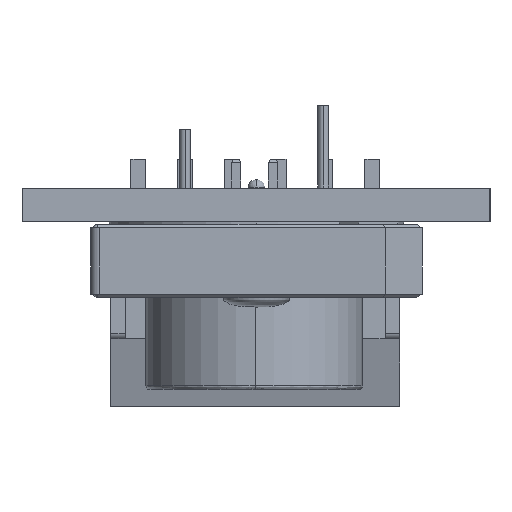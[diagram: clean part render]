
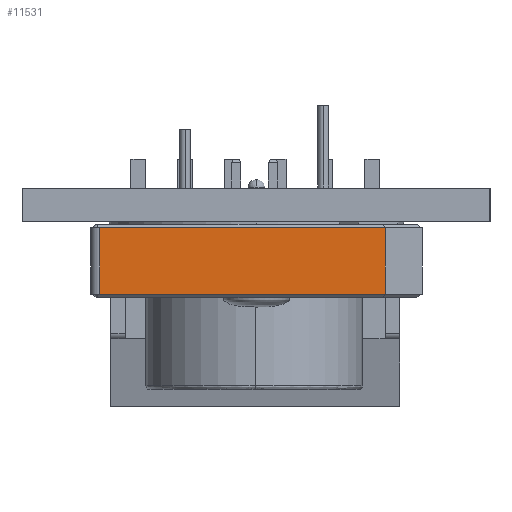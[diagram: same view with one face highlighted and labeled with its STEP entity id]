
A CAD part, left-side view. The second image highlights one B-rep face of the part: STEP entity #11531.
In plain terms, the highlighted face is planar.
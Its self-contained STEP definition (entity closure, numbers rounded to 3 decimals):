
#700 = CARTESIAN_POINT ( 'NONE',  ( 9., 3.8, -10.8 ) ) ;
#2125 = VECTOR ( 'NONE', #11414, 1000. ) ;
#3378 = CARTESIAN_POINT ( 'NONE',  ( -8.5, 3.8, -10.8 ) ) ;
#4494 = EDGE_LOOP ( 'NONE', ( #8129, #21872, #6371, #16863 ) ) ;
#4523 = EDGE_CURVE ( 'NONE', #9739, #8555, #10097, .T. ) ;
#4754 = DIRECTION ( 'NONE',  ( -1., 0., 0. ) ) ;
#5440 = CARTESIAN_POINT ( 'NONE',  ( 7., 3.8, -10.8 ) ) ;
#5452 = LINE ( 'NONE', #19400, #2125 ) ;
#6038 = CARTESIAN_POINT ( 'NONE',  ( 7., 0.2, -10.8 ) ) ;
#6371 = ORIENTED_EDGE ( 'NONE', *, *, #4523, .F. ) ;
#8129 = ORIENTED_EDGE ( 'NONE', *, *, #20248, .T. ) ;
#8555 = VERTEX_POINT ( 'NONE', #3378 ) ;
#9225 = CARTESIAN_POINT ( 'NONE',  ( 9., 0.2, -10.8 ) ) ;
#9262 = LINE ( 'NONE', #21178, #24818 ) ;
#9739 = VERTEX_POINT ( 'NONE', #5440 ) ;
#10097 = LINE ( 'NONE', #700, #19368 ) ;
#10619 = CARTESIAN_POINT ( 'NONE',  ( -8.5, 0.2, -10.8 ) ) ;
#10727 = LINE ( 'NONE', #12497, #18867 ) ;
#11252 = DIRECTION ( 'NONE',  ( -1., 0., 0. ) ) ;
#11414 = DIRECTION ( 'NONE',  ( -1., 0., 0. ) ) ;
#11531 = ADVANCED_FACE ( 'NONE', ( #17210 ), #11750, .T. ) ;
#11624 = VERTEX_POINT ( 'NONE', #6038 ) ;
#11750 = PLANE ( 'NONE',  #18737 ) ;
#12497 = CARTESIAN_POINT ( 'NONE',  ( 7., 0.2, -10.8 ) ) ;
#12677 = EDGE_CURVE ( 'NONE', #9739, #11624, #10727, .T. ) ;
#16863 = ORIENTED_EDGE ( 'NONE', *, *, #12677, .T. ) ;
#17210 = FACE_OUTER_BOUND ( 'NONE', #4494, .T. ) ;
#18737 = AXIS2_PLACEMENT_3D ( 'NONE', #9225, #21007, #11252 ) ;
#18867 = VECTOR ( 'NONE', #24423, 1000. ) ;
#19368 = VECTOR ( 'NONE', #4754, 1000. ) ;
#19400 = CARTESIAN_POINT ( 'NONE',  ( 9., 0.2, -10.8 ) ) ;
#20248 = EDGE_CURVE ( 'NONE', #11624, #22818, #5452, .T. ) ;
#20294 = EDGE_CURVE ( 'NONE', #22818, #8555, #9262, .T. ) ;
#21007 = DIRECTION ( 'NONE',  ( 0., 0., -1. ) ) ;
#21178 = CARTESIAN_POINT ( 'NONE',  ( -8.5, 0.2, -10.8 ) ) ;
#21872 = ORIENTED_EDGE ( 'NONE', *, *, #20294, .T. ) ;
#22818 = VERTEX_POINT ( 'NONE', #10619 ) ;
#24423 = DIRECTION ( 'NONE',  ( 0., -1., 0. ) ) ;
#24818 = VECTOR ( 'NONE', #24997, 1000. ) ;
#24997 = DIRECTION ( 'NONE',  ( 0., 1., 0. ) ) ;
